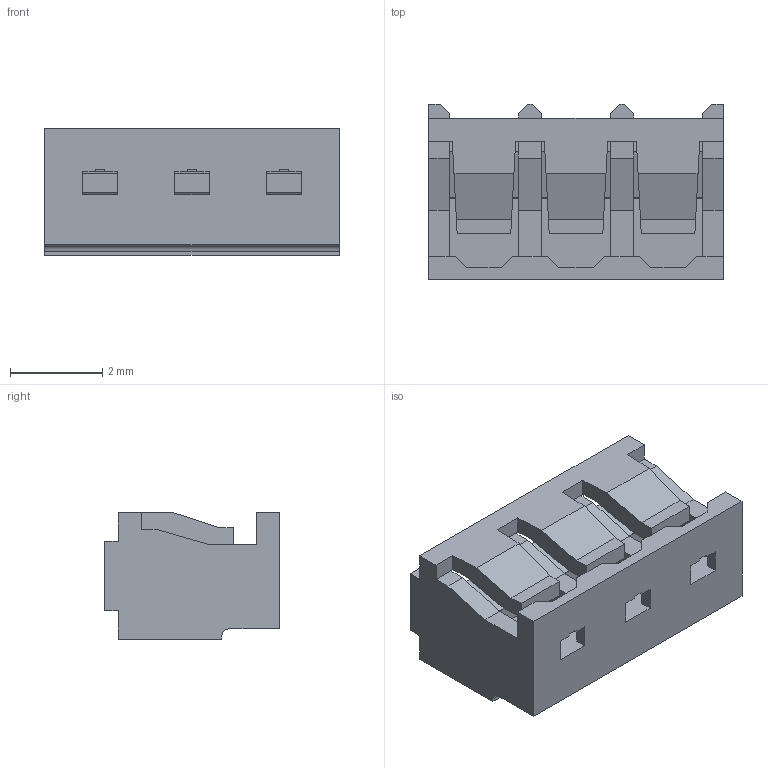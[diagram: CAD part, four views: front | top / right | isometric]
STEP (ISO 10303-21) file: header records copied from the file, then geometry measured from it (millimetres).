
FILE_DESCRIPTION((''),'2;1');
FILE_NAME('510150300','2010-04-13T',('pnb'),(''),'PRO/ENGINEER BY PARAMETRIC TECHNOLOGY CORPORATION, 2003451','PRO/ENGINEER BY PARAMETRIC TECHNOLOGY CORPORATION, 2003451','');
FILE_SCHEMA(('CONFIG_CONTROL_DESIGN'));
Length unit declared in the file: millimetre
Products named in the file (1): 510150300
Bounding box: 6.4 x 3.8 x 2.75 mm (x, y, z)
Volume: 38.4 mm3; surface area: 168.4 mm2
Topology: 1 solids, 1 shells, 169 faces, 529 edges, 360 vertices
Faces by surface type: plane 165, cylinder 4
Entity records: 5821 total; most frequent: CARTESIAN_POINT 1040, ORIENTED_EDGE 1032, DIRECTION 885, EDGE_CURVE 516, VECTOR 515, LINE 515, VERTEX_POINT 340, AXIS2_PLACEMENT_3D 185
